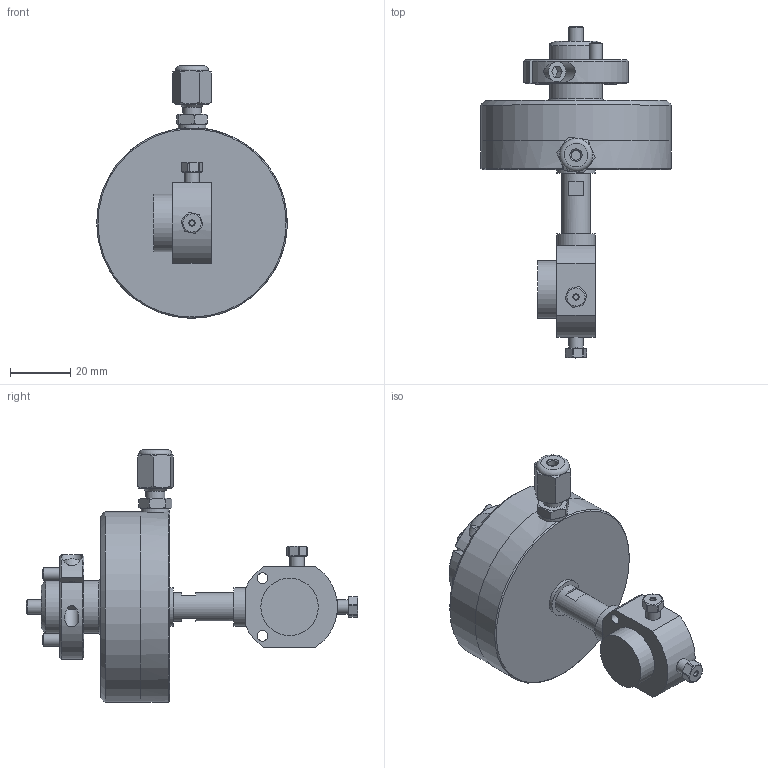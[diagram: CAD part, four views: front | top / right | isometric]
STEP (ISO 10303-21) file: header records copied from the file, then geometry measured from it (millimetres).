
FILE_DESCRIPTION((''),'2;1');
FILE_NAME('312323-ASFVOL On Off valve air actuated.stp','2013-08-26T14:18:23',('Franzp'),(''),'Autodesk Inventor 2013','Autodesk Inventor 2013','');
FILE_SCHEMA(('AUTOMOTIVE_DESIGN { 1 0 10303 214 1 1 1 1 }'));
Length unit declared in the file: millimetre
Products named in the file (6): 3223a23; 322323; 320422; 310500; 310525
Assembly tree (6 placements, depth 3):
  3223a23
    322323
    320422
      320422
      310500
    310525  x2
Bounding box: 63.12 x 109.96 x 83.63 mm (x, y, z)
Volume: 5359.9 mm3; surface area: 24656.5 mm2
Topology: 4 solids, 22 shells, 173 faces, 445 edges, 302 vertices
Faces by surface type: plane 97, cylinder 50, cone 24, torus 2
Full cylindrical faces by diameter (mm): 1.727 x2, 3.3 x1, 3.302 x3, 3.556 x2, 4.166 x3, 4.32 x2, 4.57 x1, 4.76 x1, 4.826 x3, 6.223 x1, 6.7 x3, 7 x3, 7.938 x1, 9.271 x1, 9.525 x1, 12.7 x2, 17.45 x1, 19.05 x1, 63.119 x2
Entity records: 5035 total; most frequent: CARTESIAN_POINT 1054, DIRECTION 780, ORIENTED_EDGE 619, EDGE_CURVE 348, AXIS2_PLACEMENT_3D 325, VERTEX_POINT 267, EDGE_LOOP 254, FACE_OUTER_BOUND 160
